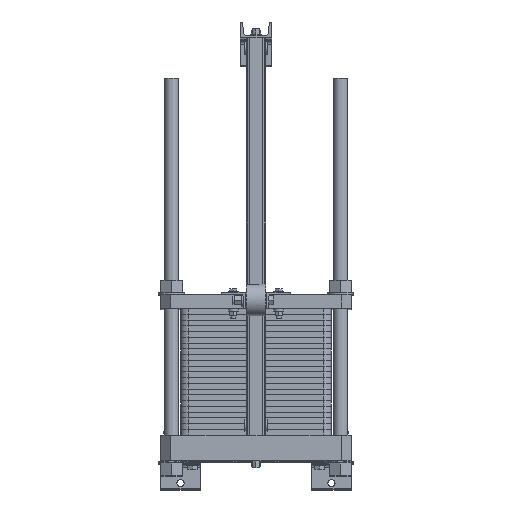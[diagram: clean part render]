
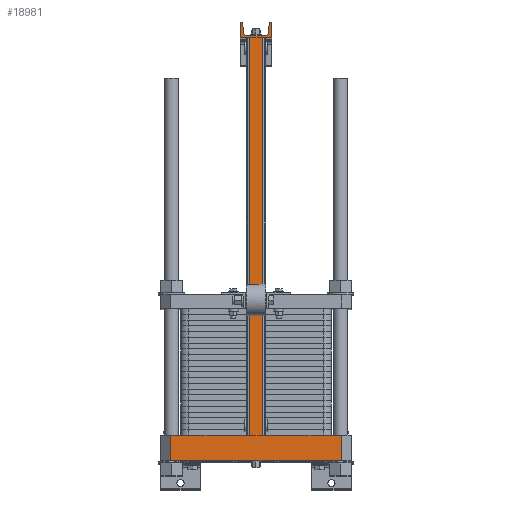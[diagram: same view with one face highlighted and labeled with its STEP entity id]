
A CAD part, top view. The second image highlights one B-rep face of the part: STEP entity #18981.
In plain terms, the highlighted planar face has unit normal (0, 0, 1).
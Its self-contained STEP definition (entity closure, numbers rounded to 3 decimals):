
#2240=LINE('',#28462,#4338);
#2254=LINE('',#28592,#4352);
#2255=LINE('',#28594,#4353);
#2256=LINE('',#28596,#4354);
#2257=LINE('',#28598,#4355);
#2258=LINE('',#28600,#4356);
#2259=LINE('',#28602,#4357);
#2260=LINE('',#28604,#4358);
#2261=LINE('',#28606,#4359);
#2262=LINE('',#28608,#4360);
#2263=LINE('',#28612,#4361);
#2264=LINE('',#28616,#4362);
#2265=LINE('',#28620,#4363);
#2266=LINE('',#28624,#4364);
#2267=LINE('',#28626,#4365);
#2268=LINE('',#28627,#4366);
#4338=VECTOR('',#22132,1.);
#4352=VECTOR('',#22220,10.);
#4353=VECTOR('',#22221,10.);
#4354=VECTOR('',#22222,10.);
#4355=VECTOR('',#22223,10.);
#4356=VECTOR('',#22224,10.);
#4357=VECTOR('',#22225,10.);
#4358=VECTOR('',#22226,10.);
#4359=VECTOR('',#22227,10.);
#4360=VECTOR('',#22228,10.);
#4361=VECTOR('',#22231,10.);
#4362=VECTOR('',#22234,10.);
#4363=VECTOR('',#22237,10.);
#4364=VECTOR('',#22240,10.);
#4365=VECTOR('',#22241,10.);
#4366=VECTOR('',#22242,10.);
#6412=PLANE('',#20013);
#7438=FACE_OUTER_BOUND('',#8401,.T.);
#8401=EDGE_LOOP('',(#14571,#14572,#14573,#14574,#14575,#14576,#14577,#14578,
#14579,#14580,#14581,#14582,#14583,#14584,#14585,#14586,#14587,#14588,#14589,
#14590));
#9665=CIRCLE('',#20014,4.);
#9666=CIRCLE('',#20015,8.);
#9667=CIRCLE('',#20016,8.);
#9668=CIRCLE('',#20017,4.);
#10763=VERTEX_POINT('',#28459);
#10764=VERTEX_POINT('',#28461);
#10795=VERTEX_POINT('',#28591);
#10796=VERTEX_POINT('',#28593);
#10797=VERTEX_POINT('',#28595);
#10798=VERTEX_POINT('',#28597);
#10799=VERTEX_POINT('',#28599);
#10800=VERTEX_POINT('',#28601);
#10801=VERTEX_POINT('',#28603);
#10802=VERTEX_POINT('',#28605);
#10803=VERTEX_POINT('',#28607);
#10804=VERTEX_POINT('',#28609);
#10805=VERTEX_POINT('',#28611);
#10806=VERTEX_POINT('',#28613);
#10807=VERTEX_POINT('',#28615);
#10808=VERTEX_POINT('',#28617);
#10809=VERTEX_POINT('',#28619);
#10810=VERTEX_POINT('',#28621);
#10811=VERTEX_POINT('',#28623);
#10812=VERTEX_POINT('',#28625);
#12287=EDGE_CURVE('',#10764,#10763,#2240,.T.);
#12327=EDGE_CURVE('',#10763,#10795,#2254,.T.);
#12328=EDGE_CURVE('',#10795,#10796,#2255,.T.);
#12329=EDGE_CURVE('',#10797,#10796,#2256,.T.);
#12330=EDGE_CURVE('',#10798,#10797,#2257,.T.);
#12331=EDGE_CURVE('',#10798,#10799,#2258,.T.);
#12332=EDGE_CURVE('',#10799,#10800,#2259,.T.);
#12333=EDGE_CURVE('',#10800,#10801,#2260,.T.);
#12334=EDGE_CURVE('',#10801,#10802,#2261,.T.);
#12335=EDGE_CURVE('',#10802,#10803,#2262,.T.);
#12336=EDGE_CURVE('',#10803,#10804,#9665,.T.);
#12337=EDGE_CURVE('',#10804,#10805,#2263,.T.);
#12338=EDGE_CURVE('',#10805,#10806,#9666,.T.);
#12339=EDGE_CURVE('',#10806,#10807,#2264,.T.);
#12340=EDGE_CURVE('',#10807,#10808,#9667,.T.);
#12341=EDGE_CURVE('',#10808,#10809,#2265,.T.);
#12342=EDGE_CURVE('',#10809,#10810,#9668,.T.);
#12343=EDGE_CURVE('',#10810,#10811,#2266,.T.);
#12344=EDGE_CURVE('',#10811,#10812,#2267,.T.);
#12345=EDGE_CURVE('',#10812,#10764,#2268,.T.);
#14571=ORIENTED_EDGE('',*,*,#12287,.T.);
#14572=ORIENTED_EDGE('',*,*,#12327,.T.);
#14573=ORIENTED_EDGE('',*,*,#12328,.T.);
#14574=ORIENTED_EDGE('',*,*,#12329,.F.);
#14575=ORIENTED_EDGE('',*,*,#12330,.F.);
#14576=ORIENTED_EDGE('',*,*,#12331,.T.);
#14577=ORIENTED_EDGE('',*,*,#12332,.T.);
#14578=ORIENTED_EDGE('',*,*,#12333,.T.);
#14579=ORIENTED_EDGE('',*,*,#12334,.T.);
#14580=ORIENTED_EDGE('',*,*,#12335,.T.);
#14581=ORIENTED_EDGE('',*,*,#12336,.T.);
#14582=ORIENTED_EDGE('',*,*,#12337,.T.);
#14583=ORIENTED_EDGE('',*,*,#12338,.T.);
#14584=ORIENTED_EDGE('',*,*,#12339,.T.);
#14585=ORIENTED_EDGE('',*,*,#12340,.T.);
#14586=ORIENTED_EDGE('',*,*,#12341,.T.);
#14587=ORIENTED_EDGE('',*,*,#12342,.T.);
#14588=ORIENTED_EDGE('',*,*,#12343,.T.);
#14589=ORIENTED_EDGE('',*,*,#12344,.T.);
#14590=ORIENTED_EDGE('',*,*,#12345,.T.);
#18981=ADVANCED_FACE('',(#7438),#6412,.T.);
#20013=AXIS2_PLACEMENT_3D('',#28590,#22218,#22219);
#20014=AXIS2_PLACEMENT_3D('',#28610,#22229,#22230);
#20015=AXIS2_PLACEMENT_3D('',#28614,#22232,#22233);
#20016=AXIS2_PLACEMENT_3D('',#28618,#22235,#22236);
#20017=AXIS2_PLACEMENT_3D('',#28622,#22238,#22239);
#22132=DIRECTION('',(0.,-1.,0.));
#22218=DIRECTION('center_axis',(0.,0.,
1.));
#22219=DIRECTION('ref_axis',(-1.,0.,0.));
#22220=DIRECTION('',(-1.,0.,0.));
#22221=DIRECTION('',(0.,-1.,0.));
#22222=DIRECTION('',(-1.,0.,0.));
#22223=DIRECTION('',(0.,-1.,0.));
#22224=DIRECTION('',(-1.,0.,0.));
#22225=DIRECTION('',(0.,1.,0.));
#22226=DIRECTION('',(1.,0.,0.));
#22227=DIRECTION('',(0.,1.,0.));
#22228=DIRECTION('',(-1.,0.,0.));
#22229=DIRECTION('center_axis',(0.,0.,1.));
#22230=DIRECTION('ref_axis',(0.,1.,0.));
#22231=DIRECTION('',(-0.091,-0.996,0.));
#22232=DIRECTION('center_axis',(0.,0.,-1.));
#22233=DIRECTION('ref_axis',(0.,1.,0.));
#22234=DIRECTION('',(-1.,0.,0.));
#22235=DIRECTION('center_axis',(0.,0.,-1.));
#22236=DIRECTION('ref_axis',(0.996,0.091,0.));
#22237=DIRECTION('',(-0.091,0.996,0.));
#22238=DIRECTION('center_axis',(0.,0.,1.));
#22239=DIRECTION('ref_axis',(0.996,0.091,0.));
#22240=DIRECTION('',(-1.,0.,0.));
#22241=DIRECTION('',(0.,-1.,0.));
#22242=DIRECTION('',(1.,0.,0.));
#28459=CARTESIAN_POINT('',(-16.2,0.,1754.));
#28461=CARTESIAN_POINT('',(-16.2,1000.,1754.));
#28462=CARTESIAN_POINT('',(-16.2,761.,1754.));
#28590=CARTESIAN_POINT('Origin',(215.,0.,1754.));
#28591=CARTESIAN_POINT('',(-215.,0.,1754.));
#28592=CARTESIAN_POINT('',(215.,0.,1754.));
#28593=CARTESIAN_POINT('',(-215.,-65.,1754.));
#28594=CARTESIAN_POINT('',(-215.,0.,1754.));
#28595=CARTESIAN_POINT('',(215.,-65.,1754.));
#28596=CARTESIAN_POINT('',(215.,-65.,1754.));
#28597=CARTESIAN_POINT('',(215.,0.,1754.));
#28598=CARTESIAN_POINT('',(215.,0.,1754.));
#28599=CARTESIAN_POINT('',(16.2,0.,1754.));
#28600=CARTESIAN_POINT('',(215.,0.,1754.));
#28601=CARTESIAN_POINT('',(16.2,1000.,1754.));
#28602=CARTESIAN_POINT('',(16.2,0.,1754.));
#28603=CARTESIAN_POINT('',(40.,1000.,1754.));
#28604=CARTESIAN_POINT('',(-40.,1000.,1754.));
#28605=CARTESIAN_POINT('',(40.,1040.,1754.));
#28606=CARTESIAN_POINT('',(40.,1000.,1754.));
#28607=CARTESIAN_POINT('',(37.45,1040.,1754.));
#28608=CARTESIAN_POINT('',(40.,1040.,1754.));
#28609=CARTESIAN_POINT('',(33.466,1036.366,1754.));
#28610=CARTESIAN_POINT('Origin',(37.45,1036.,1754.));
#28611=CARTESIAN_POINT('',(31.347,1013.269,1754.));
#28612=CARTESIAN_POINT('',(33.466,1036.366,1754.));
#28613=CARTESIAN_POINT('',(23.381,1006.,1754.));
#28614=CARTESIAN_POINT('Origin',(23.381,1014.,1754.));
#28615=CARTESIAN_POINT('',(-23.381,1006.,1754.));
#28616=CARTESIAN_POINT('',(23.381,1006.,1754.));
#28617=CARTESIAN_POINT('',(-31.347,1013.269,1754.));
#28618=CARTESIAN_POINT('Origin',(-23.381,1014.,1754.));
#28619=CARTESIAN_POINT('',(-33.466,1036.366,1754.));
#28620=CARTESIAN_POINT('',(-31.347,1013.269,1754.));
#28621=CARTESIAN_POINT('',(-37.45,1040.,1754.));
#28622=CARTESIAN_POINT('Origin',(-37.45,1036.,1754.));
#28623=CARTESIAN_POINT('',(-40.,1040.,1754.));
#28624=CARTESIAN_POINT('',(-37.45,1040.,1754.));
#28625=CARTESIAN_POINT('',(-40.,1000.,1754.));
#28626=CARTESIAN_POINT('',(-40.,1040.,1754.));
#28627=CARTESIAN_POINT('',(-40.,1000.,1754.));
